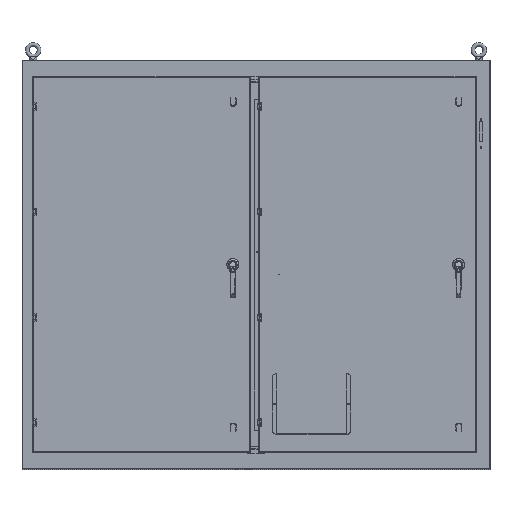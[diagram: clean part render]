
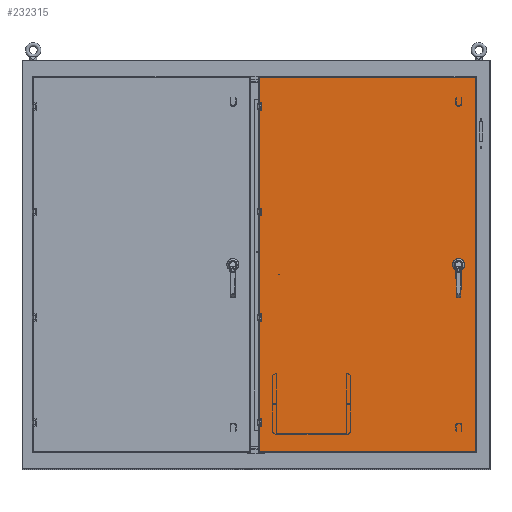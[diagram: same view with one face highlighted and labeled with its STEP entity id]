
A CAD part, top view. The second image highlights one B-rep face of the part: STEP entity #232315.
In plain terms, the highlighted planar face has unit normal (0, 0, 1).
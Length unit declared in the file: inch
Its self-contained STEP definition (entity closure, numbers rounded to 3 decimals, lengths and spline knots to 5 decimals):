
#7696 = ORIENTED_EDGE ( 'NONE', *, *, #138383, .T. ) ;
#14200 = CARTESIAN_POINT ( 'NONE',  ( 0.51289, 0., 13.058 ) ) ;
#25145 = AXIS2_PLACEMENT_3D ( 'NONE', #82207, #289400, #186723 ) ;
#36885 = EDGE_CURVE ( 'NONE', #275836, #328074, #194137, .T. ) ;
#53134 = FACE_OUTER_BOUND ( 'NONE', #258081, .T. ) ;
#74614 = DIRECTION ( 'NONE',  ( 1., 0., 0. ) ) ;
#78952 = DIRECTION ( 'NONE',  ( -1., 0., 0. ) ) ;
#82207 = CARTESIAN_POINT ( 'NONE',  ( 18.4688, 0., 13.058 ) ) ;
#87532 = VERTEX_POINT ( 'NONE', #109747 ) ;
#92861 = DIRECTION ( 'NONE',  ( -1., 0., 0. ) ) ;
#109376 = ORIENTED_EDGE ( 'NONE', *, *, #207727, .T. ) ;
#109747 = CARTESIAN_POINT ( 'NONE',  ( 36.4247, 31.1122, 13.058 ) ) ;
#110547 = ORIENTED_EDGE ( 'NONE', *, *, #191138, .T. ) ;
#112996 = PLANE ( 'NONE',  #25145 ) ;
#118239 = LINE ( 'NONE', #328809, #269310 ) ;
#123704 = CARTESIAN_POINT ( 'NONE',  ( 33.43553, 0., 13.058 ) ) ;
#126777 = CARTESIAN_POINT ( 'NONE',  ( 0.51289, -31.1122, 13.058 ) ) ;
#138383 = EDGE_CURVE ( 'NONE', #235178, #87532, #118239, .T. ) ;
#139917 = VECTOR ( 'NONE', #78952, 39.37008 ) ;
#159312 = FACE_BOUND ( 'NONE', #170956, .T. ) ;
#162364 = CIRCLE ( 'NONE', #184370, 0.22146 ) ;
#170956 = EDGE_LOOP ( 'NONE', ( #186389 ) ) ;
#174690 = DIRECTION ( 'NONE',  ( 0., 1., 0. ) ) ;
#184370 = AXIS2_PLACEMENT_3D ( 'NONE', #193992, #298371, #92861 ) ;
#186108 = VECTOR ( 'NONE', #74614, 39.37008 ) ;
#186389 = ORIENTED_EDGE ( 'NONE', *, *, #236406, .T. ) ;
#186723 = DIRECTION ( 'NONE',  ( -1., 0., 0. ) ) ;
#191138 = EDGE_CURVE ( 'NONE', #328074, #235178, #256139, .T. ) ;
#193992 = CARTESIAN_POINT ( 'NONE',  ( 33.65699, 0., 13.058 ) ) ;
#194137 = LINE ( 'NONE', #14200, #248909 ) ;
#203149 = CARTESIAN_POINT ( 'NONE',  ( 18.4688, -31.1122, 13.058 ) ) ;
#205946 = CARTESIAN_POINT ( 'NONE',  ( 0.51289, 31.1122, 13.058 ) ) ;
#207727 = EDGE_CURVE ( 'NONE', #87532, #275836, #228106, .T. ) ;
#228106 = LINE ( 'NONE', #332555, #139917 ) ;
#232315 = ADVANCED_FACE ( 'NONE', ( #159312, #53134 ), #112996, .F. ) ;
#233440 = ORIENTED_EDGE ( 'NONE', *, *, #36885, .T. ) ;
#235178 = VERTEX_POINT ( 'NONE', #237856 ) ;
#236406 = EDGE_CURVE ( 'NONE', #277775, #277775, #162364, .T. ) ;
#237856 = CARTESIAN_POINT ( 'NONE',  ( 36.4247, -31.1122, 13.058 ) ) ;
#248909 = VECTOR ( 'NONE', #269426, 39.37008 ) ;
#256139 = LINE ( 'NONE', #203149, #186108 ) ;
#258081 = EDGE_LOOP ( 'NONE', ( #233440, #110547, #7696, #109376 ) ) ;
#269310 = VECTOR ( 'NONE', #174690, 39.37008 ) ;
#269426 = DIRECTION ( 'NONE',  ( 0., -1., 0. ) ) ;
#275836 = VERTEX_POINT ( 'NONE', #205946 ) ;
#277775 = VERTEX_POINT ( 'NONE', #123704 ) ;
#289400 = DIRECTION ( 'NONE',  ( 0., 0., -1. ) ) ;
#298371 = DIRECTION ( 'NONE',  ( 0., 0., -1. ) ) ;
#328074 = VERTEX_POINT ( 'NONE', #126777 ) ;
#328809 = CARTESIAN_POINT ( 'NONE',  ( 36.4247, 0., 13.058 ) ) ;
#332555 = CARTESIAN_POINT ( 'NONE',  ( 18.4688, 31.1122, 13.058 ) ) ;
